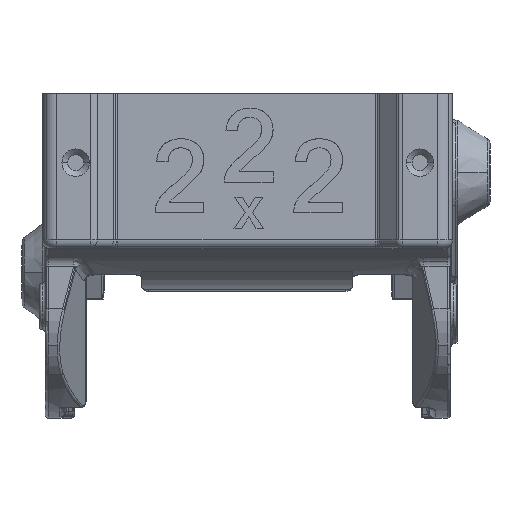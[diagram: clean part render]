
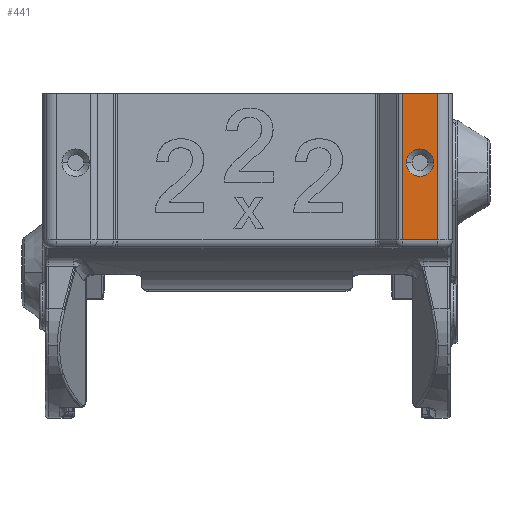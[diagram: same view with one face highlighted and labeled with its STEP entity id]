
A CAD part, front view. The second image highlights one B-rep face of the part: STEP entity #441.
In plain terms, the highlighted planar face has unit normal (0, -1, 0).
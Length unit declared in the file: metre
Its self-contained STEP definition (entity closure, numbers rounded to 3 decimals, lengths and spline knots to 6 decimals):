
#441=ADVANCED_FACE('0:24158',(#1774,#1775),#1776,.T.);
#1774=FACE_OUTER_BOUND('',#6971,.T.);
#1775=FACE_BOUND('',#6972,.T.);
#1776=PLANE('',#6973);
#6971=EDGE_LOOP('',(#29858,#29859,#29860,#29861));
#6972=EDGE_LOOP('',(#29862,#29863));
#6973=AXIS2_PLACEMENT_3D('',#29864,#29865,#29866);
#29858=ORIENTED_EDGE('',*,*,#35416,.F.);
#29859=ORIENTED_EDGE('',*,*,#34848,.F.);
#29860=ORIENTED_EDGE('',*,*,#35484,.T.);
#29861=ORIENTED_EDGE('',*,*,#34913,.F.);
#29862=ORIENTED_EDGE('',*,*,#35525,.T.);
#29863=ORIENTED_EDGE('',*,*,#34159,.T.);
#29864=CARTESIAN_POINT('',(-0.031291,-0.102622,0.052108));
#29865=DIRECTION('',(0.,-1.0,0.));
#29866=DIRECTION('',(-1.0,0.,0.));
#34159=EDGE_CURVE('0:27368',#36575,#36579,#36581,.F.);
#34848=EDGE_CURVE('0:27365',#37876,#37878,#37879,.T.);
#34913=EDGE_CURVE('0:26978',#38000,#38002,#38003,.T.);
#35416=EDGE_CURVE('0:26990',#37878,#38000,#38820,.T.);
#35484=EDGE_CURVE('0:27230',#37876,#38002,#38935,.T.);
#35525=EDGE_CURVE('0:27368',#36579,#36575,#38992,.F.);
#36575=VERTEX_POINT('',#40545);
#36579=VERTEX_POINT('',#40550);
#36581=CIRCLE('',#40553,0.00235);
#37876=VERTEX_POINT('',#43522);
#37878=VERTEX_POINT('',#43524);
#37879=LINE('',#43525,#43526);
#38000=VERTEX_POINT('',#43688);
#38002=VERTEX_POINT('',#43690);
#38003=LINE('',#43691,#43692);
#38820=LINE('',#44935,#44936);
#38935=LINE('',#45308,#45309);
#38992=CIRCLE('',#45439,0.00235);
#40545=CARTESIAN_POINT('',(-0.004146,-0.102622,0.0498));
#40550=CARTESIAN_POINT('',(0.000554,-0.102622,0.0498));
#40553=AXIS2_PLACEMENT_3D('',#49166,#49167,#49168);
#43522=CARTESIAN_POINT('',(0.00128,-0.102622,0.0616));
#43524=CARTESIAN_POINT('',(0.00128,-0.102622,0.036557));
#43525=CARTESIAN_POINT('',(0.00128,-0.102622,0.055304));
#43526=VECTOR('',#50404,1.0);
#43688=CARTESIAN_POINT('',(-0.004813,-0.102622,0.036557));
#43690=CARTESIAN_POINT('',(-0.004813,-0.102622,0.0616));
#43691=CARTESIAN_POINT('',(-0.004813,-0.102622,0.041677));
#43692=VECTOR('',#50529,1.0);
#44935=CARTESIAN_POINT('',(-0.031291,-0.102622,0.036557));
#44936=VECTOR('',#51283,1.0);
#45308=CARTESIAN_POINT('',(-0.031291,-0.102622,0.0616));
#45309=VECTOR('',#51396,1.0);
#45439=AXIS2_PLACEMENT_3D('',#51472,#51473,#51474);
#49166=CARTESIAN_POINT('',(-0.001796,-0.102622,0.0498));
#49167=DIRECTION('',(0.,-1.0,0.));
#49168=DIRECTION('',(-1.0,0.,0.));
#50404=DIRECTION('',(0.,0.,-1.0));
#50529=DIRECTION('',(0.,0.,1.0));
#51283=DIRECTION('',(-1.0,0.,0.));
#51396=DIRECTION('',(-1.0,0.,0.));
#51472=CARTESIAN_POINT('',(-0.001796,-0.102622,0.0498));
#51473=DIRECTION('',(0.,-1.0,0.));
#51474=DIRECTION('',(-1.0,0.,0.));
